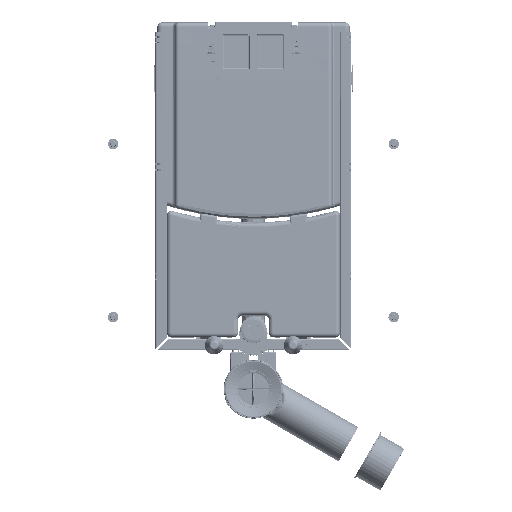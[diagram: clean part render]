
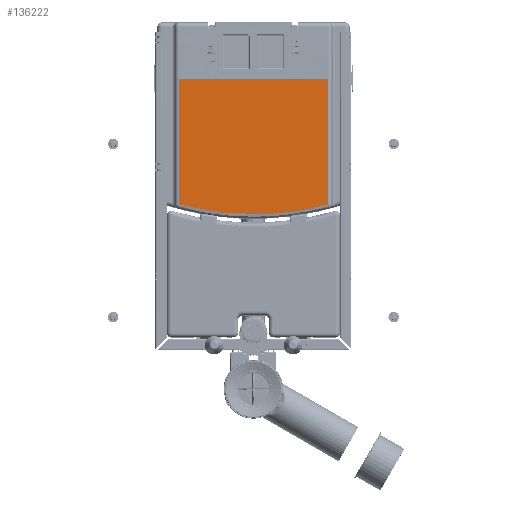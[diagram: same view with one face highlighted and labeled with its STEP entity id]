
A CAD part, top view. The second image highlights one B-rep face of the part: STEP entity #136222.
In plain terms, the highlighted cylindrical face has radius 31245.7 mm (diameter 62491.4 mm), a partial arc.
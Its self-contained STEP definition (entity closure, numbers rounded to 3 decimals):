
#130317=CARTESIAN_POINT('',(-170.,331.533,
59.316));
#130318=CARTESIAN_POINT('',(-154.161,327.239,
59.277));
#130319=CARTESIAN_POINT('',(-122.262,319.876,
59.207));
#130320=CARTESIAN_POINT('',(-73.618,312.46,
59.135));
#130321=CARTESIAN_POINT('',(-24.586,308.746,
59.098));
#130322=CARTESIAN_POINT('',(24.586,308.746,
59.098));
#130323=CARTESIAN_POINT('',(73.618,312.46,
59.135));
#130324=CARTESIAN_POINT('',(122.262,319.876,
59.207));
#130325=CARTESIAN_POINT('',(154.161,327.239,
59.277));
#130326=CARTESIAN_POINT('',(170.,331.533,
59.316));
#130328=CARTESIAN_POINT('',(-170.,619.,-31185.06));
#130329=DIRECTION('',(1.,0.,0.));
#130330=DIRECTION('',(0.,0.,1.));
#130331=AXIS2_PLACEMENT_3D('',#130328,#130329,#130330);
#130333=DIRECTION('',(1.,0.,0.));
#130334=VECTOR('',#130333,205.);
#130335=CARTESIAN_POINT('',(-102.5,619.,60.639));
#130336=LINE('',#130335,#130334);
#130337=CARTESIAN_POINT('',(170.,619.,-31185.06));
#130338=DIRECTION('',(-1.,0.,0.));
#130339=DIRECTION('',(0.,-0.009,1.));
#130340=AXIS2_PLACEMENT_3D('',#130337,#130338,#130339);
#130523=DIRECTION('',(-1.,0.,0.));
#130524=VECTOR('',#130523,67.5);
#130525=CARTESIAN_POINT('',(170.,619.,60.639));
#130526=LINE('',#130525,#130524);
#130594=DIRECTION('',(-1.,0.,0.));
#130595=VECTOR('',#130594,67.5);
#130596=CARTESIAN_POINT('',(-102.5,619.,60.639));
#130597=LINE('',#130596,#130595);
#132553=CARTESIAN_POINT('',(170.,619.,60.639));
#132555=VERTEX_POINT('',#132553);
#132557=CARTESIAN_POINT('',(-170.,619.,60.639));
#132559=VERTEX_POINT('',#132557);
#132581=CARTESIAN_POINT('',(170.,331.533,59.316));
#132582=VERTEX_POINT('',#132581);
#132583=VERTEX_POINT('',#130317);
#133013=CARTESIAN_POINT('',(-102.5,619.,60.639));
#133014=CARTESIAN_POINT('',(102.5,619.,60.639));
#133015=VERTEX_POINT('',#133013);
#133016=VERTEX_POINT('',#133014);
#136204=CARTESIAN_POINT('',(-219.,619.,-31185.06));
#136205=DIRECTION('',(1.,0.,0.));
#136206=DIRECTION('',(0.,0.,-1.));
#136207=AXIS2_PLACEMENT_3D('',#136204,#136205,#136206);
#136208=CYLINDRICAL_SURFACE('',#136207,31245.698);
#136210=ORIENTED_EDGE('',*,*,#136209,.F.);
#136212=ORIENTED_EDGE('',*,*,#136211,.F.);
#136214=ORIENTED_EDGE('',*,*,#136213,.F.);
#136215=ORIENTED_EDGE('',*,*,#136106,.T.);
#136217=ORIENTED_EDGE('',*,*,#136216,.F.);
#136219=ORIENTED_EDGE('',*,*,#136218,.F.);
#136220=EDGE_LOOP('',(#136210,#136212,#136214,#136215,#136217,#136219));
#136221=FACE_OUTER_BOUND('',#136220,.F.);
#136222=ADVANCED_FACE('',(#136221),#136208,.T.);
#130327=B_SPLINE_CURVE_WITH_KNOTS('',3,(#130317,#130318,#130319,#130320,#130321,
#130322,#130323,#130324,#130325,#130326),.UNSPECIFIED.,.F.,.F.,(4,1,1,1,1,1,1,
4),(0.,0.143,0.286,0.429,
0.571,0.714,0.857,1.),.UNSPECIFIED.);
#130332=CIRCLE('',#130331,31245.698);
#130341=CIRCLE('',#130340,31245.698);
#136106=EDGE_CURVE('',#133015,#133016,#130336,.T.);
#136209=EDGE_CURVE('',#132583,#132582,#130327,.T.);
#136211=EDGE_CURVE('',#132559,#132583,#130332,.T.);
#136213=EDGE_CURVE('',#133015,#132559,#130597,.T.);
#136216=EDGE_CURVE('',#132555,#133016,#130526,.T.);
#136218=EDGE_CURVE('',#132582,#132555,#130341,.T.);
